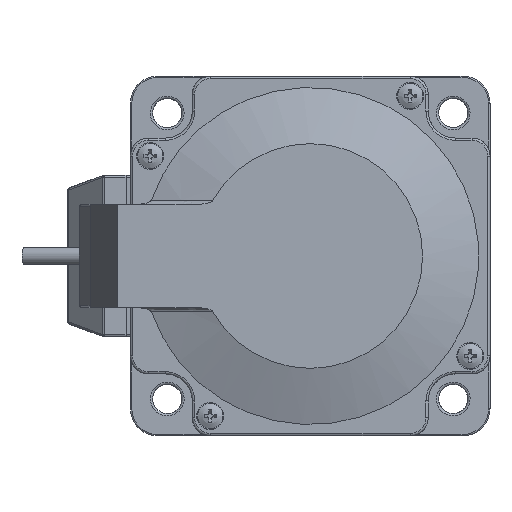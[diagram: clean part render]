
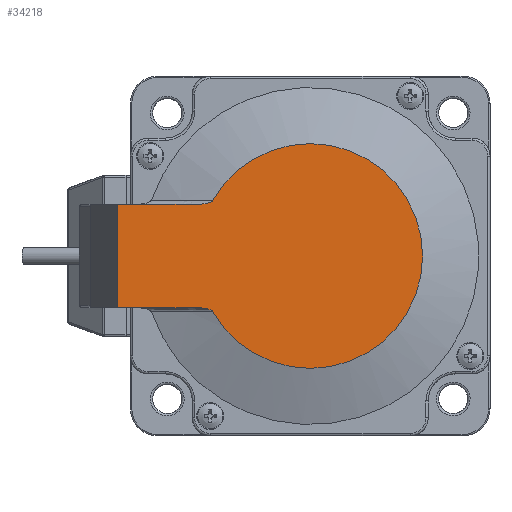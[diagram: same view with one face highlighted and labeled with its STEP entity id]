
A CAD part, front view. The second image highlights one B-rep face of the part: STEP entity #34218.
In plain terms, the highlighted planar face has unit normal (0, -1, 0).
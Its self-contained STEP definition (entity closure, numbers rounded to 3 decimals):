
#489=B_SPLINE_CURVE_WITH_KNOTS('',3,(#55247,#55248,#55249,#55250,#55251,
#55252,#55253,#55254,#55255,#55256),.UNSPECIFIED.,.F.,.F.,(4,2,2,2,4),(-0.49,
-0.449,-0.392,-0.257,0.),
 .UNSPECIFIED.);
#490=B_SPLINE_CURVE_WITH_KNOTS('',3,(#55263,#55264,#55265,#55266,#55267,
#55268,#55269,#55270,#55271,#55272),.UNSPECIFIED.,.F.,.F.,(4,2,2,2,4),(-0.267,
-0.127,-0.054,-0.022,0.),
 .UNSPECIFIED.);
#2495=LINE('',#55258,#5422);
#2496=LINE('',#55260,#5423);
#2497=LINE('',#55262,#5424);
#5422=VECTOR('',#44285,17.563);
#5423=VECTOR('',#44286,23.);
#5424=VECTOR('',#44287,17.563);
#8329=FACE_OUTER_BOUND('',#10295,.T.);
#10295=EDGE_LOOP('',(#26429,#26430,#26431,#26432,#26433,#26434));
#12000=CIRCLE('',#36973,25.);
#14643=VERTEX_POINT('',#55243);
#14644=VERTEX_POINT('',#55244);
#14645=VERTEX_POINT('',#55246);
#14646=VERTEX_POINT('',#55257);
#14647=VERTEX_POINT('',#55259);
#14648=VERTEX_POINT('',#55261);
#18797=EDGE_CURVE('',#14643,#14644,#12000,.T.);
#18798=EDGE_CURVE('',#14644,#14645,#489,.T.);
#18799=EDGE_CURVE('',#14645,#14646,#2495,.T.);
#18800=EDGE_CURVE('',#14647,#14646,#2496,.T.);
#18801=EDGE_CURVE('',#14647,#14648,#2497,.T.);
#18802=EDGE_CURVE('',#14648,#14643,#490,.T.);
#26429=ORIENTED_EDGE('',*,*,#18797,.T.);
#26430=ORIENTED_EDGE('',*,*,#18798,.T.);
#26431=ORIENTED_EDGE('',*,*,#18799,.T.);
#26432=ORIENTED_EDGE('',*,*,#18800,.F.);
#26433=ORIENTED_EDGE('',*,*,#18801,.T.);
#26434=ORIENTED_EDGE('',*,*,#18802,.T.);
#30938=PLANE('',#36972);
#34218=ADVANCED_FACE('',(#8329),#30938,.F.);
#36972=AXIS2_PLACEMENT_3D('',#55242,#44281,#44282);
#36973=AXIS2_PLACEMENT_3D('',#55245,#44283,#44284);
#44281=DIRECTION('center_axis',(0.,1.,0.));
#44282=DIRECTION('ref_axis',(-1.,0.,0.));
#44283=DIRECTION('center_axis',(0.,-1.,0.));
#44284=DIRECTION('ref_axis',(-0.869,0.,-0.494));
#44285=DIRECTION('',(-1.,0.,0.));
#44286=DIRECTION('',(0.,0.,1.));
#44287=DIRECTION('',(1.,0.,0.));
#55242=CARTESIAN_POINT('Origin',(0.,-41.5,0.));
#55243=CARTESIAN_POINT('',(-21.737,-41.5,-12.349));
#55244=CARTESIAN_POINT('',(-21.737,-41.5,12.349));
#55245=CARTESIAN_POINT('Origin',(0.,-41.5,0.));
#55246=CARTESIAN_POINT('',(-25.369,-41.5,11.5));
#55247=CARTESIAN_POINT('Ctrl Pts',(-21.737,-41.5,12.349));
#55248=CARTESIAN_POINT('Ctrl Pts',(-21.774,-41.5,12.284));
#55249=CARTESIAN_POINT('Ctrl Pts',(-21.83,-41.5,
12.228));
#55250=CARTESIAN_POINT('Ctrl Pts',(-21.97,-41.5,
12.117));
#55251=CARTESIAN_POINT('Ctrl Pts',(-22.066,-41.5,12.061));
#55252=CARTESIAN_POINT('Ctrl Pts',(-22.381,-41.5,11.908));
#55253=CARTESIAN_POINT('Ctrl Pts',(-22.673,-41.5,11.813));
#55254=CARTESIAN_POINT('Ctrl Pts',(-23.681,-41.5,
11.584));
#55255=CARTESIAN_POINT('Ctrl Pts',(-24.513,-41.5,11.5));
#55256=CARTESIAN_POINT('Ctrl Pts',(-25.369,-41.5,11.5));
#55257=CARTESIAN_POINT('',(-42.931,-41.5,11.5));
#55258=CARTESIAN_POINT('',(-25.369,-41.5,11.5));
#55259=CARTESIAN_POINT('',(-42.931,-41.5,-11.5));
#55260=CARTESIAN_POINT('',(-42.931,-41.5,-11.5));
#55261=CARTESIAN_POINT('',(-25.369,-41.5,-11.5));
#55262=CARTESIAN_POINT('',(-42.931,-41.5,-11.5));
#55263=CARTESIAN_POINT('Ctrl Pts',(-25.369,-41.5,-11.5));
#55264=CARTESIAN_POINT('Ctrl Pts',(-24.514,-41.5,-11.5));
#55265=CARTESIAN_POINT('Ctrl Pts',(-23.683,-41.5,
-11.583));
#55266=CARTESIAN_POINT('Ctrl Pts',(-22.674,-41.5,
-11.812));
#55267=CARTESIAN_POINT('Ctrl Pts',(-22.381,-41.5,-11.908));
#55268=CARTESIAN_POINT('Ctrl Pts',(-22.067,-41.5,-12.061));
#55269=CARTESIAN_POINT('Ctrl Pts',(-21.97,-41.5,
-12.116));
#55270=CARTESIAN_POINT('Ctrl Pts',(-21.831,-41.5,
-12.228));
#55271=CARTESIAN_POINT('Ctrl Pts',(-21.774,-41.5,-12.284));
#55272=CARTESIAN_POINT('Ctrl Pts',(-21.737,-41.5,-12.349));
